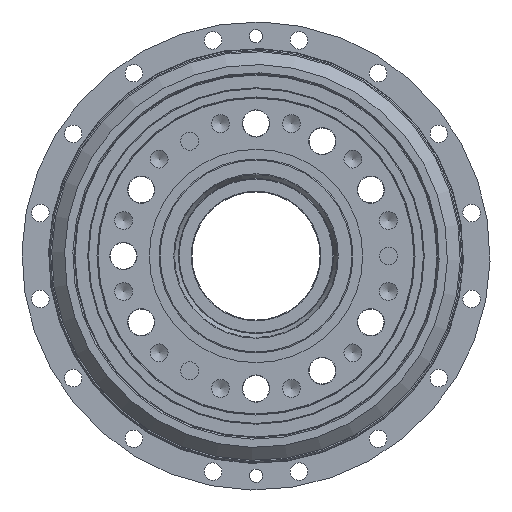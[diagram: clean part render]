
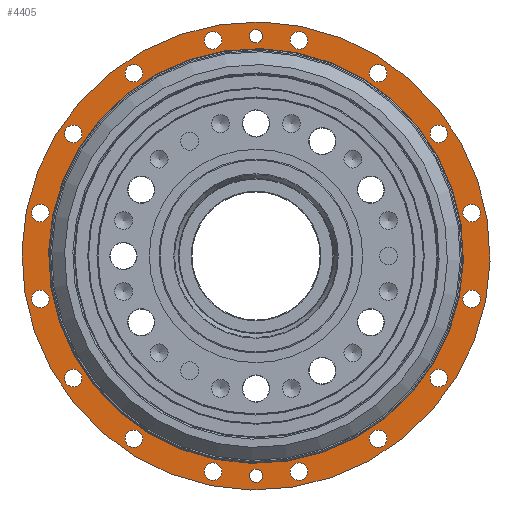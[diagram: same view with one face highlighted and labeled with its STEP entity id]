
A CAD part, left-side view. The second image highlights one B-rep face of the part: STEP entity #4405.
In plain terms, the highlighted planar face has unit normal (-1, 0, 0).
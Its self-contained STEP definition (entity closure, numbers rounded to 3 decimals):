
#513=FACE_BOUND('',#1392,.T.);
#514=FACE_BOUND('',#1393,.T.);
#515=FACE_BOUND('',#1394,.T.);
#516=FACE_BOUND('',#1395,.T.);
#517=FACE_BOUND('',#1396,.T.);
#518=FACE_BOUND('',#1397,.T.);
#519=FACE_BOUND('',#1398,.T.);
#520=FACE_BOUND('',#1399,.T.);
#521=FACE_BOUND('',#1400,.T.);
#522=FACE_BOUND('',#1401,.T.);
#523=FACE_BOUND('',#1402,.T.);
#524=FACE_BOUND('',#1403,.T.);
#525=FACE_BOUND('',#1404,.T.);
#526=FACE_BOUND('',#1405,.T.);
#527=FACE_BOUND('',#1406,.T.);
#528=FACE_BOUND('',#1407,.T.);
#529=FACE_BOUND('',#1408,.T.);
#530=FACE_BOUND('',#1409,.T.);
#531=FACE_BOUND('',#1410,.T.);
#904=FACE_OUTER_BOUND('',#1391,.T.);
#1391=EDGE_LOOP('',(#3338));
#1392=EDGE_LOOP('',(#3339));
#1393=EDGE_LOOP('',(#3340));
#1394=EDGE_LOOP('',(#3341));
#1395=EDGE_LOOP('',(#3342));
#1396=EDGE_LOOP('',(#3343));
#1397=EDGE_LOOP('',(#3344));
#1398=EDGE_LOOP('',(#3345));
#1399=EDGE_LOOP('',(#3346));
#1400=EDGE_LOOP('',(#3347));
#1401=EDGE_LOOP('',(#3348));
#1402=EDGE_LOOP('',(#3349));
#1403=EDGE_LOOP('',(#3350));
#1404=EDGE_LOOP('',(#3351));
#1405=EDGE_LOOP('',(#3352));
#1406=EDGE_LOOP('',(#3353));
#1407=EDGE_LOOP('',(#3354));
#1408=EDGE_LOOP('',(#3355));
#1409=EDGE_LOOP('',(#3356));
#1410=EDGE_LOOP('',(#3357));
#1962=CIRCLE('',#4839,181.);
#1975=CIRCLE('',#4862,6.75);
#1977=CIRCLE('',#4865,6.75);
#1979=CIRCLE('',#4868,6.75);
#1981=CIRCLE('',#4871,6.75);
#1983=CIRCLE('',#4874,6.75);
#1985=CIRCLE('',#4877,6.75);
#1987=CIRCLE('',#4880,6.75);
#1989=CIRCLE('',#4883,6.75);
#1991=CIRCLE('',#4886,6.75);
#1993=CIRCLE('',#4889,6.75);
#1995=CIRCLE('',#4892,6.75);
#1997=CIRCLE('',#4895,6.75);
#1999=CIRCLE('',#4898,6.75);
#2001=CIRCLE('',#4901,6.75);
#2003=CIRCLE('',#4904,6.75);
#2005=CIRCLE('',#4907,6.75);
#2007=CIRCLE('',#4910,5.053);
#2009=CIRCLE('',#4913,5.053);
#2010=CIRCLE('',#4915,160.4);
#2339=VERTEX_POINT('',#7149);
#2352=VERTEX_POINT('',#7185);
#2354=VERTEX_POINT('',#7190);
#2356=VERTEX_POINT('',#7195);
#2358=VERTEX_POINT('',#7200);
#2360=VERTEX_POINT('',#7205);
#2362=VERTEX_POINT('',#7210);
#2364=VERTEX_POINT('',#7215);
#2366=VERTEX_POINT('',#7220);
#2368=VERTEX_POINT('',#7225);
#2370=VERTEX_POINT('',#7230);
#2372=VERTEX_POINT('',#7235);
#2374=VERTEX_POINT('',#7240);
#2376=VERTEX_POINT('',#7245);
#2378=VERTEX_POINT('',#7250);
#2380=VERTEX_POINT('',#7255);
#2382=VERTEX_POINT('',#7260);
#2384=VERTEX_POINT('',#7265);
#2386=VERTEX_POINT('',#7270);
#2387=VERTEX_POINT('',#7273);
#2740=EDGE_CURVE('',#2339,#2339,#1962,.T.);
#2753=EDGE_CURVE('',#2352,#2352,#1975,.T.);
#2755=EDGE_CURVE('',#2354,#2354,#1977,.T.);
#2757=EDGE_CURVE('',#2356,#2356,#1979,.T.);
#2759=EDGE_CURVE('',#2358,#2358,#1981,.T.);
#2761=EDGE_CURVE('',#2360,#2360,#1983,.T.);
#2763=EDGE_CURVE('',#2362,#2362,#1985,.T.);
#2765=EDGE_CURVE('',#2364,#2364,#1987,.T.);
#2767=EDGE_CURVE('',#2366,#2366,#1989,.T.);
#2769=EDGE_CURVE('',#2368,#2368,#1991,.T.);
#2771=EDGE_CURVE('',#2370,#2370,#1993,.T.);
#2773=EDGE_CURVE('',#2372,#2372,#1995,.T.);
#2775=EDGE_CURVE('',#2374,#2374,#1997,.T.);
#2777=EDGE_CURVE('',#2376,#2376,#1999,.T.);
#2779=EDGE_CURVE('',#2378,#2378,#2001,.T.);
#2781=EDGE_CURVE('',#2380,#2380,#2003,.T.);
#2783=EDGE_CURVE('',#2382,#2382,#2005,.T.);
#2785=EDGE_CURVE('',#2384,#2384,#2007,.T.);
#2787=EDGE_CURVE('',#2386,#2386,#2009,.T.);
#2788=EDGE_CURVE('',#2387,#2387,#2010,.T.);
#3338=ORIENTED_EDGE('',*,*,#2740,.T.);
#3339=ORIENTED_EDGE('',*,*,#2753,.T.);
#3340=ORIENTED_EDGE('',*,*,#2755,.T.);
#3341=ORIENTED_EDGE('',*,*,#2757,.T.);
#3342=ORIENTED_EDGE('',*,*,#2759,.T.);
#3343=ORIENTED_EDGE('',*,*,#2761,.T.);
#3344=ORIENTED_EDGE('',*,*,#2763,.T.);
#3345=ORIENTED_EDGE('',*,*,#2765,.T.);
#3346=ORIENTED_EDGE('',*,*,#2767,.T.);
#3347=ORIENTED_EDGE('',*,*,#2769,.T.);
#3348=ORIENTED_EDGE('',*,*,#2771,.T.);
#3349=ORIENTED_EDGE('',*,*,#2773,.T.);
#3350=ORIENTED_EDGE('',*,*,#2775,.T.);
#3351=ORIENTED_EDGE('',*,*,#2777,.T.);
#3352=ORIENTED_EDGE('',*,*,#2779,.T.);
#3353=ORIENTED_EDGE('',*,*,#2781,.T.);
#3354=ORIENTED_EDGE('',*,*,#2783,.T.);
#3355=ORIENTED_EDGE('',*,*,#2785,.T.);
#3356=ORIENTED_EDGE('',*,*,#2787,.T.);
#3357=ORIENTED_EDGE('',*,*,#2788,.F.);
#3865=PLANE('',#4914);
#4405=ADVANCED_FACE('',(#904,#513,#514,#515,#516,#517,#518,#519,#520,#521,
#522,#523,#524,#525,#526,#527,#528,#529,#530,#531),#3865,.F.);
#4839=AXIS2_PLACEMENT_3D('',#7150,#5791,#5792);
#4862=AXIS2_PLACEMENT_3D('',#7186,#5837,#5838);
#4865=AXIS2_PLACEMENT_3D('',#7191,#5843,#5844);
#4868=AXIS2_PLACEMENT_3D('',#7196,#5849,#5850);
#4871=AXIS2_PLACEMENT_3D('',#7201,#5855,#5856);
#4874=AXIS2_PLACEMENT_3D('',#7206,#5861,#5862);
#4877=AXIS2_PLACEMENT_3D('',#7211,#5867,#5868);
#4880=AXIS2_PLACEMENT_3D('',#7216,#5873,#5874);
#4883=AXIS2_PLACEMENT_3D('',#7221,#5879,#5880);
#4886=AXIS2_PLACEMENT_3D('',#7226,#5885,#5886);
#4889=AXIS2_PLACEMENT_3D('',#7231,#5891,#5892);
#4892=AXIS2_PLACEMENT_3D('',#7236,#5897,#5898);
#4895=AXIS2_PLACEMENT_3D('',#7241,#5903,#5904);
#4898=AXIS2_PLACEMENT_3D('',#7246,#5909,#5910);
#4901=AXIS2_PLACEMENT_3D('',#7251,#5915,#5916);
#4904=AXIS2_PLACEMENT_3D('',#7256,#5921,#5922);
#4907=AXIS2_PLACEMENT_3D('',#7261,#5927,#5928);
#4910=AXIS2_PLACEMENT_3D('',#7266,#5933,#5934);
#4913=AXIS2_PLACEMENT_3D('',#7271,#5939,#5940);
#4914=AXIS2_PLACEMENT_3D('',#7272,#5941,#5942);
#4915=AXIS2_PLACEMENT_3D('',#7274,#5943,#5944);
#5791=DIRECTION('center_axis',(-1.,0.,0.));
#5792=DIRECTION('ref_axis',(0.,-0.981,-0.195));
#5837=DIRECTION('center_axis',(1.,0.,0.));
#5838=DIRECTION('ref_axis',(0.,-0.195,0.981));
#5843=DIRECTION('center_axis',(1.,0.,0.));
#5844=DIRECTION('ref_axis',(0.,-0.556,0.831));
#5849=DIRECTION('center_axis',(1.,0.,0.));
#5850=DIRECTION('ref_axis',(0.,-0.831,0.556));
#5855=DIRECTION('center_axis',(1.,0.,0.));
#5856=DIRECTION('ref_axis',(0.,-0.981,0.195));
#5861=DIRECTION('center_axis',(1.,0.,0.));
#5862=DIRECTION('ref_axis',(0.,-0.981,-0.195));
#5867=DIRECTION('center_axis',(1.,0.,0.));
#5868=DIRECTION('ref_axis',(0.,-0.831,-0.556));
#5873=DIRECTION('center_axis',(1.,0.,0.));
#5874=DIRECTION('ref_axis',(0.,-0.556,-0.831));
#5879=DIRECTION('center_axis',(1.,0.,0.));
#5880=DIRECTION('ref_axis',(0.,-0.195,-0.981));
#5885=DIRECTION('center_axis',(1.,0.,0.));
#5886=DIRECTION('ref_axis',(0.,0.195,-0.981));
#5891=DIRECTION('center_axis',(1.,0.,0.));
#5892=DIRECTION('ref_axis',(0.,0.556,-0.831));
#5897=DIRECTION('center_axis',(1.,0.,0.));
#5898=DIRECTION('ref_axis',(0.,0.831,-0.556));
#5903=DIRECTION('center_axis',(1.,0.,0.));
#5904=DIRECTION('ref_axis',(0.,0.981,-0.195));
#5909=DIRECTION('center_axis',(1.,0.,0.));
#5910=DIRECTION('ref_axis',(0.,0.981,0.195));
#5915=DIRECTION('center_axis',(1.,0.,0.));
#5916=DIRECTION('ref_axis',(0.,0.831,0.556));
#5921=DIRECTION('center_axis',(1.,0.,0.));
#5922=DIRECTION('ref_axis',(0.,0.556,0.831));
#5927=DIRECTION('center_axis',(1.,0.,0.));
#5928=DIRECTION('ref_axis',(0.,0.195,0.981));
#5933=DIRECTION('center_axis',(1.,0.,0.));
#5934=DIRECTION('ref_axis',(0.,-0.195,0.981));
#5939=DIRECTION('center_axis',(1.,0.,0.));
#5940=DIRECTION('ref_axis',(0.,0.195,-0.981));
#5941=DIRECTION('center_axis',(1.,0.,0.));
#5942=DIRECTION('ref_axis',(0.,0.195,-0.981));
#5943=DIRECTION('center_axis',(-1.,0.,0.));
#5944=DIRECTION('ref_axis',(0.,0.195,-0.981));
#7149=CARTESIAN_POINT('',(80.5,177.522,35.311));
#7150=CARTESIAN_POINT('Origin',(80.5,0.,0.));
#7185=CARTESIAN_POINT('',(80.5,165.417,39.786));
#7186=CARTESIAN_POINT('Origin',(80.5,166.733,33.165));
#7190=CARTESIAN_POINT('',(80.5,137.6,100.059));
#7191=CARTESIAN_POINT('Origin',(80.5,141.35,94.447));
#7195=CARTESIAN_POINT('',(80.5,88.835,145.1));
#7196=CARTESIAN_POINT('Origin',(80.5,94.447,141.35));
#7200=CARTESIAN_POINT('',(80.5,26.545,168.05));
#7201=CARTESIAN_POINT('Origin',(80.5,33.165,166.733));
#7205=CARTESIAN_POINT('',(80.5,-39.786,165.417));
#7206=CARTESIAN_POINT('Origin',(80.5,-33.165,166.733));
#7210=CARTESIAN_POINT('',(80.5,-100.059,137.6));
#7211=CARTESIAN_POINT('Origin',(80.5,-94.447,141.35));
#7215=CARTESIAN_POINT('',(80.5,-145.1,88.835));
#7216=CARTESIAN_POINT('Origin',(80.5,-141.35,94.447));
#7220=CARTESIAN_POINT('',(80.5,-168.05,26.545));
#7221=CARTESIAN_POINT('Origin',(80.5,-166.733,33.165));
#7225=CARTESIAN_POINT('',(80.5,-165.417,-39.786));
#7226=CARTESIAN_POINT('Origin',(80.5,-166.733,-33.165));
#7230=CARTESIAN_POINT('',(80.5,-137.6,-100.059));
#7231=CARTESIAN_POINT('Origin',(80.5,-141.35,-94.447));
#7235=CARTESIAN_POINT('',(80.5,-88.835,-145.1));
#7236=CARTESIAN_POINT('Origin',(80.5,-94.447,-141.35));
#7240=CARTESIAN_POINT('',(80.5,-26.545,-168.05));
#7241=CARTESIAN_POINT('Origin',(80.5,-33.165,-166.733));
#7245=CARTESIAN_POINT('',(80.5,39.786,-165.417));
#7246=CARTESIAN_POINT('Origin',(80.5,33.165,-166.733));
#7250=CARTESIAN_POINT('',(80.5,100.059,-137.6));
#7251=CARTESIAN_POINT('Origin',(80.5,94.447,-141.35));
#7255=CARTESIAN_POINT('',(80.5,145.1,-88.835));
#7256=CARTESIAN_POINT('Origin',(80.5,141.35,-94.447));
#7260=CARTESIAN_POINT('',(80.5,168.05,-26.545));
#7261=CARTESIAN_POINT('Origin',(80.5,166.733,-33.165));
#7265=CARTESIAN_POINT('',(80.5,-0.986,174.956));
#7266=CARTESIAN_POINT('Origin',(80.5,0.,170.));
#7270=CARTESIAN_POINT('',(80.5,0.986,-174.956));
#7271=CARTESIAN_POINT('Origin',(80.5,0.,-170.));
#7272=CARTESIAN_POINT('Origin',(80.5,0.,0.));
#7273=CARTESIAN_POINT('',(80.5,-31.292,157.318));
#7274=CARTESIAN_POINT('Origin',(80.5,0.,0.));
